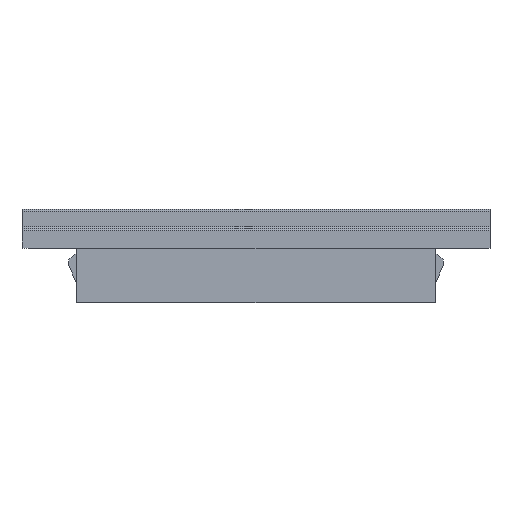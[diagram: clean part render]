
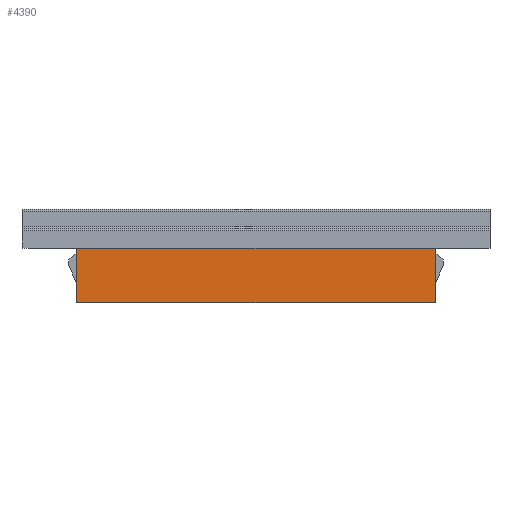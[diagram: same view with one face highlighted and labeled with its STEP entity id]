
A CAD part, front view. The second image highlights one B-rep face of the part: STEP entity #4390.
In plain terms, the highlighted planar face has unit normal (0, -1, 0).
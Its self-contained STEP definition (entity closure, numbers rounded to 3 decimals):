
#3174 = VERTEX_POINT ( 'NONE', #11612 ) ;
#3181 = VERTEX_POINT ( 'NONE', #11601 ) ;
#3183 = EDGE_CURVE ( 'NONE', #3181, #3174, #11600, .T. ) ;
#3944 = VERTEX_POINT ( 'NONE', #12940 ) ;
#3946 = EDGE_CURVE ( 'NONE', #3947, #3944, #12938, .T. ) ;
#3947 = VERTEX_POINT ( 'NONE', #12997 ) ;
#4220 = EDGE_CURVE ( 'NONE', #3174, #3944, #13419, .T. ) ;
#4273 = EDGE_CURVE ( 'NONE', #3181, #3947, #13518, .T. ) ;
#4390 = ADVANCED_FACE ( 'NONE', ( #13676 ), #13675, .F. ) ;
#4391 = EDGE_LOOP ( 'NONE', ( #4392, #4393, #4394, #4395 ) ) ;
#4392 = ORIENTED_EDGE ( 'NONE', *, *, #3946, .T. ) ;
#4393 = ORIENTED_EDGE ( 'NONE', *, *, #4220, .F. ) ;
#4394 = ORIENTED_EDGE ( 'NONE', *, *, #3183, .F. ) ;
#4395 = ORIENTED_EDGE ( 'NONE', *, *, #4273, .T. ) ;
#11598 = VECTOR ( 'NONE', #11658, 1000. ) ;
#11599 = CARTESIAN_POINT ( 'NONE',  ( 46., -46., -16.5 ) ) ;
#11600 = LINE ( 'NONE', #11599, #11598 ) ;
#11601 = CARTESIAN_POINT ( 'NONE',  ( 46., -46., -16.5 ) ) ;
#11612 = CARTESIAN_POINT ( 'NONE',  ( -46., -46., -16.5 ) ) ;
#11658 = DIRECTION ( 'NONE',  ( -1., 0., 0. ) ) ;
#12935 = DIRECTION ( 'NONE',  ( -1., 0., 0. ) ) ;
#12936 = VECTOR ( 'NONE', #12935, 1000. ) ;
#12937 = CARTESIAN_POINT ( 'NONE',  ( -46., -46., -2.5 ) ) ;
#12938 = LINE ( 'NONE', #12937, #12936 ) ;
#12940 = CARTESIAN_POINT ( 'NONE',  ( -46., -46., -2.5 ) ) ;
#12997 = CARTESIAN_POINT ( 'NONE',  ( 46., -46., -2.5 ) ) ;
#13416 = DIRECTION ( 'NONE',  ( 0., 0., 1. ) ) ;
#13417 = VECTOR ( 'NONE', #13416, 1000. ) ;
#13418 = CARTESIAN_POINT ( 'NONE',  ( -46., -46., -13.5 ) ) ;
#13419 = LINE ( 'NONE', #13418, #13417 ) ;
#13515 = DIRECTION ( 'NONE',  ( 0., 0., 1. ) ) ;
#13516 = VECTOR ( 'NONE', #13515, 1000. ) ;
#13517 = CARTESIAN_POINT ( 'NONE',  ( 46., -46., -13.5 ) ) ;
#13518 = LINE ( 'NONE', #13517, #13516 ) ;
#13671 = DIRECTION ( 'NONE',  ( 0., 0., 1. ) ) ;
#13672 = DIRECTION ( 'NONE',  ( 0., 1., 0. ) ) ;
#13673 = CARTESIAN_POINT ( 'NONE',  ( -46., -46., -13.5 ) ) ;
#13674 = AXIS2_PLACEMENT_3D ( 'NONE', #13673, #13672, #13671 ) ;
#13675 = PLANE ( 'NONE',  #13674 ) ;
#13676 = FACE_OUTER_BOUND ( 'NONE', #4391, .T. ) ;
